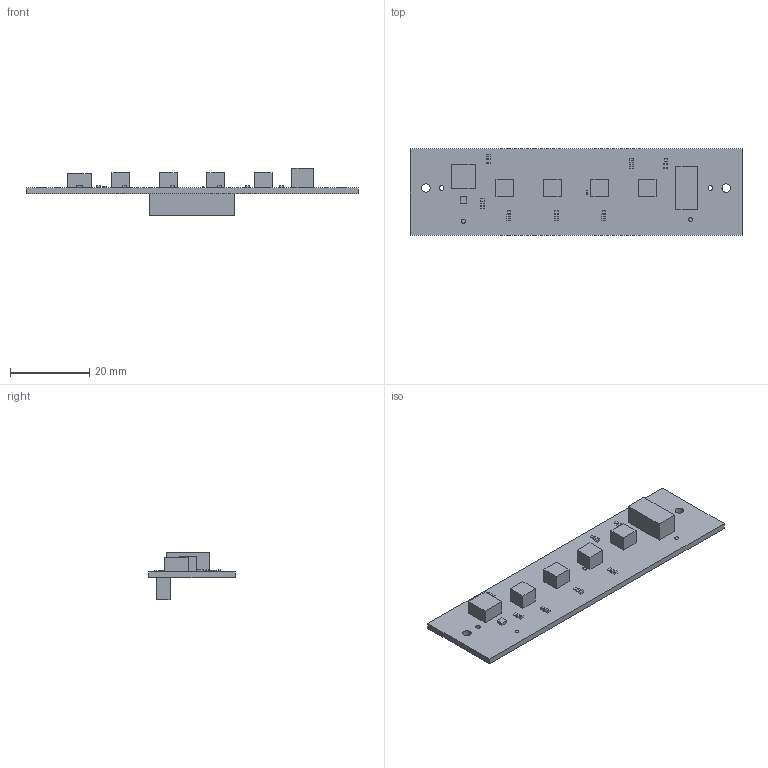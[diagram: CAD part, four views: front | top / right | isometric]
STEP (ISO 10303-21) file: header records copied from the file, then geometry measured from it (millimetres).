
FILE_DESCRIPTION(('Open CASCADE Model'),'2;1');
FILE_NAME('Open CASCADE Shape Model','2016-09-22T14:54:00',('Author'),( 'Open CASCADE'),'Open CASCADE STEP processor 6.8','Open CASCADE 6.8' ,'Unknown');
FILE_SCHEMA(('AUTOMOTIVE_DESIGN { 1 0 10303 214 1 1 1 1 }'));
Length unit declared in the file: millimetre
Products named in the file (58): PCB; Board; R10; 874988632; Extruded; R8; 874988496; C1; 874988360; C2; C3; C4; C5; C6; D1; 874987952; D2; D3; D4; D5; 874988088; D6; D7; J2; 874988224; R1; R2; R3; R4; R5; R6; R7; R9; S1; 874987544; S2; S3; S4; S5; 874987680 ...
Assembly tree (80 placements, depth 4):
  PCB
    Board
    R10
      874988632
        Extruded
    R8
      874988496
        Extruded
    C1
      874988360
        Extruded
    C2
      874988360
        Extruded
    C3
      874988360
        Extruded
    C4
      874988360
        Extruded
    C5
      874988360
        Extruded
    C6
      874988360
        Extruded
    D1
      874987952
        Extruded
    D2
      874987952
        Extruded
    D3
      874987952
        Extruded
    D4
      874987952
        Extruded
    D5
      874988088
        Extruded
    D6
      874987952
        Extruded
    D7
      874987952
        Extruded
    J2
      874988224
        Extruded
    R1
      874988496
        Extruded
    R2
      874988496
        Extruded
    R3
      874988496
        Extruded
    R4
Bounding box: 84 x 22 x 12.09 mm (x, y, z)
Volume: 3899.6 mm3; surface area: 5407.1 mm2
Topology: 35 solids, 35 shells, 205 faces, 405 edges, 270 vertices
Faces by surface type: plane 194, cylinder 11
Full cylindrical faces by diameter (mm): 1 x4, 1.07 x3, 1.2 x2, 2.15 x2
Entity records: 5239 total; most frequent: CARTESIAN_POINT 813, DIRECTION 759, LINE 401, VECTOR 401, ORIENTED_EDGE 294, PCURVE 294, DEFINITIONAL_REPRESENTATION 294, AXIS2_PLACEMENT_3D 172
